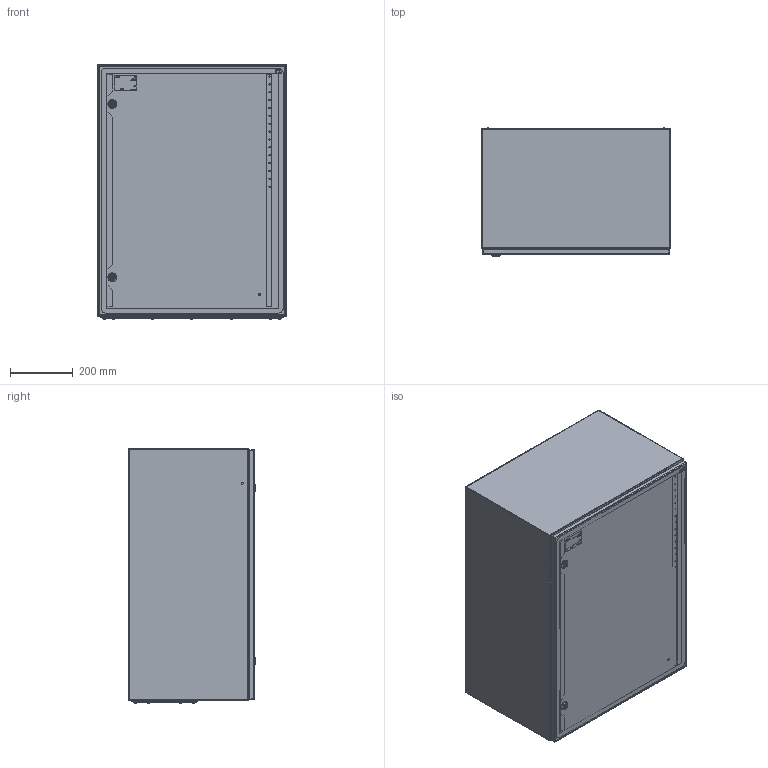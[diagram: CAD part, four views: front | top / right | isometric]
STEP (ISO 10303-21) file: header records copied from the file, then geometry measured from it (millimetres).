
FILE_DESCRIPTION((''),'2;1');
FILE_NAME('GT_80_60_40_ASM','2021-11-04T',('marketing.praksa'),('Audax d.o.o.'),'CREO PARAMETRIC BY PTC INC, 2017480','CREO PARAMETRIC BY PTC INC, 2017480','');
FILE_SCHEMA(('AUTOMOTIVE_DESIGN { 1 0 10303 214 1 1 1 1 }'));
Products named in the file (52): PRT0061_1_1_2_1; PRT0062_1_1_2_1; DRZWI_1_2_3_4_5_6_7_8_9_10___50; 1_EB_1000-U6_H__KORPUS-47599__8; 1_EB_1000-U6_H__WK_ADKA-47600_9; 1_EB_1000-U6_H__SRUBA-47601_1_8; DRZWI_1_2_3_4_5_6_7_8_9_10___51; 1_EB_1000-U6_H__NAKR_TKA-476_14; DRZWI_1_2_3_4_5_6_7_8_9_10___52; 1_EB_1000-U6_H__KORPUS-47605__7; 1_EB_1000-U6_H__WK_ADKA-47606_8; 1_EB_1000-U6_H__SRUBA-47607_1_7; DRZWI_1_2_3_4_5_6_7_8_9_10___53; 1_EB_1000-U6_H__NAKR_TKA-476_15; DRZWI_1_2_3_4_5_6_7_8_9_10___54; DRZWI_1_2_3_4_5_6_7_8_9_10___55; DRZWI_1_2_3_4_5_6_7_8_9_10_1_55; ZAWIAS_3_ST47_002_ELEMENT-47_12; ZAWIAS_3_ST47_002_ELEMENT-47_13; DRZWI_1_2_3_4_5_6_7_8_9_10_1_56; ZAWIAS_3_ST47_002_ELEMENT-47_24; DRZWI_1_2_3_4_5_6_7_8_9_10___56; DRZWI_1_2_3_4_5_6_7_8_9_10___57; ANSI_B27_7M_3CMI-4-47613_1_1__6; ANSI_B27_7M_3CMI-4-47614_1_1__6; DRZWI_1_2_3_4_5_6_7_8_9_10_3_10; ANSI_B27_7M_3CMI-4-47618_1_1__6; ETI_LOGO_1_1_1_1_1_2_3_4_5_6_13; ETI_LOGO_2_1_1_1_1_2_3_4_5_6_13; ETI_LOGO_3_1_1_1_1_2_3_4_5_6_13; KOR_GT_80-60-40_1; PRZEPUST_1_2_3_4_5_6_7_8_9_10_2; ZAWIAS_1_2_3_4_5_6_7_8_9_10_1_1; TULEJA_1_2_3_4_5_6_7_8_9_10_1_1; PLYTA_1_2_3_4_5_6_7_8_9_10_1_1; NAKRETKA_M8_1_2_3_4_5_6_7_8__10; ZASLEPKA_10_7_1_2_3_4_5_6_7__10; SCREWS_80-60-40_1_1; SCREWS_80-60-40_1_2; SCREWS_80-60-40_1_3 ...
Assembly tree (62 placements, depth 2):
  GT_80_60_40_ASM
    PRT0061_1_1_2_1
    PRT0062_1_1_2_1
    DRZWI_1_2_3_4_5_6_7_8_9_10___50
    1_EB_1000-U6_H__KORPUS-47599__8
    1_EB_1000-U6_H__WK_ADKA-47600_9
    1_EB_1000-U6_H__SRUBA-47601_1_8
    DRZWI_1_2_3_4_5_6_7_8_9_10___51
    1_EB_1000-U6_H__NAKR_TKA-476_14
    DRZWI_1_2_3_4_5_6_7_8_9_10___52
    1_EB_1000-U6_H__KORPUS-47605__7
    1_EB_1000-U6_H__WK_ADKA-47606_8
    1_EB_1000-U6_H__SRUBA-47607_1_7
    DRZWI_1_2_3_4_5_6_7_8_9_10___53
    1_EB_1000-U6_H__NAKR_TKA-476_15
    DRZWI_1_2_3_4_5_6_7_8_9_10___54
    DRZWI_1_2_3_4_5_6_7_8_9_10___55
    DRZWI_1_2_3_4_5_6_7_8_9_10_1_55
    ZAWIAS_3_ST47_002_ELEMENT-47_12
    ZAWIAS_3_ST47_002_ELEMENT-47_13
    DRZWI_1_2_3_4_5_6_7_8_9_10_1_56
    ZAWIAS_3_ST47_002_ELEMENT-47_24
    DRZWI_1_2_3_4_5_6_7_8_9_10___56
    DRZWI_1_2_3_4_5_6_7_8_9_10___57
    ANSI_B27_7M_3CMI-4-47613_1_1__6
    ANSI_B27_7M_3CMI-4-47614_1_1__6
    DRZWI_1_2_3_4_5_6_7_8_9_10_3_10
    ANSI_B27_7M_3CMI-4-47618_1_1__6
    ETI_LOGO_1_1_1_1_1_2_3_4_5_6_13
    ETI_LOGO_2_1_1_1_1_2_3_4_5_6_13
    ETI_LOGO_3_1_1_1_1_2_3_4_5_6_13
    KOR_GT_80-60-40_1
    PRZEPUST_1_2_3_4_5_6_7_8_9_10_2
    ZAWIAS_1_2_3_4_5_6_7_8_9_10_1_1  x3
    TULEJA_1_2_3_4_5_6_7_8_9_10_1_1  x4
    PLYTA_1_2_3_4_5_6_7_8_9_10_1_1
    NAKRETKA_M8_1_2_3_4_5_6_7_8__10  x4
    ZASLEPKA_10_7_1_2_3_4_5_6_7__10  x4
    SCREWS_80-60-40_1_1
    SCREWS_80-60-40_1_2
    SCREWS_80-60-40_1_3
    SCREWS_80-60-40_1_4
    SCREWS_80-60-40_1_5
    SCREWS_80-60-40_1_6
    SCREWS_80-60-40_1_7
    SCREWS_80-60-40_1_8
    SCREWS_80-60-40_1_9
    SCREWS_80-60-40_1_10
    SCREWS_80-60-40_1_11
    SCREWS_80-60-40_1_12
    SCREWS_80-60-40_1_13
    SCREWS_80-60-40_1_14
Bounding box: 600 x 405.95 x 808.44 mm (x, y, z)
Volume: 4144374 mm3; surface area: 5548355 mm2
Topology: 62 solids, 62 shells, 3285 faces, 9031 edges, 6003 vertices
Faces by surface type: plane 1426, cylinder 1227, torus 192, cone 146, extrusion 136, bspline 98, sphere 60
Entity records: 121331 total; most frequent: CARTESIAN_POINT 23290, DIRECTION 14781, ORIENTED_EDGE 14354, PRESENTATION_STYLE_ASSIGNMENT 7735, STYLED_ITEM 7735, CURVE_STYLE 7177, EDGE_CURVE 7177, AXIS2_PLACEMENT_3D 5547
